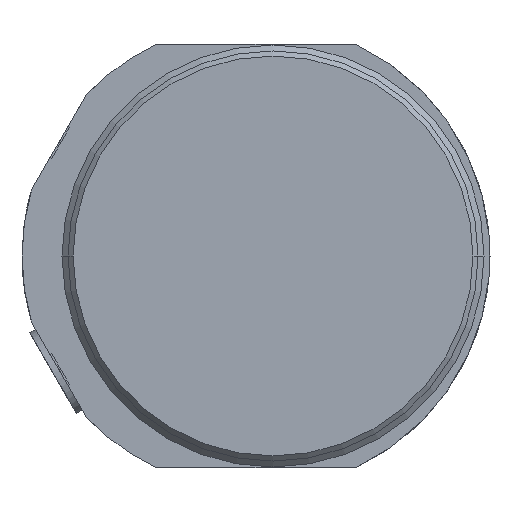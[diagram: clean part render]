
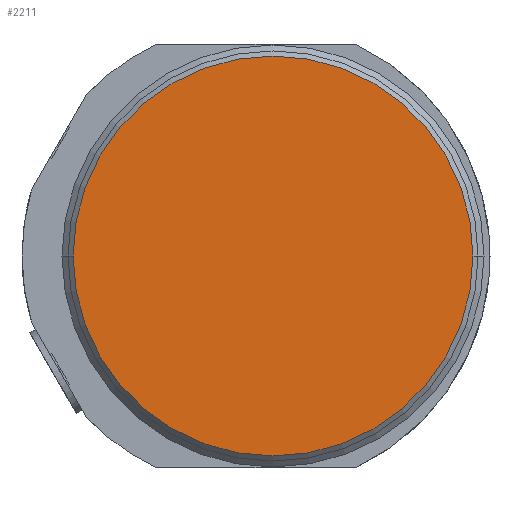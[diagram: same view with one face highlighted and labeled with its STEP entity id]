
A CAD part, left-side view. The second image highlights one B-rep face of the part: STEP entity #2211.
In plain terms, the highlighted planar face has unit normal (-1, 0, 0).
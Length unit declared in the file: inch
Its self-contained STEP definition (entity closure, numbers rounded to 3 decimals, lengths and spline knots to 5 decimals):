
#955=CARTESIAN_POINT('',(-4.688,-0.1,0.));
#956=DIRECTION('',(-1.,0.,0.));
#957=DIRECTION('',(0.,1.,0.));
#958=AXIS2_PLACEMENT_3D('',#955,#956,#957);
#985=CARTESIAN_POINT('',(-4.688,-0.1,0.));
#986=DIRECTION('',(1.,0.,0.));
#987=DIRECTION('',(0.,1.,0.));
#988=AXIS2_PLACEMENT_3D('',#985,#986,#987);
#1371=CARTESIAN_POINT('',(-4.688,1.075,0.));
#1372=CARTESIAN_POINT('',(-4.688,-1.275,0.));
#1373=VERTEX_POINT('',#1371);
#1374=VERTEX_POINT('',#1372);
#2201=CARTESIAN_POINT('',(-4.688,0.,0.));
#2202=DIRECTION('',(1.,0.,0.));
#2203=DIRECTION('',(0.,0.,-1.));
#2204=AXIS2_PLACEMENT_3D('',#2201,#2202,#2203);
#2205=PLANE('',#2204);
#2206=ORIENTED_EDGE('',*,*,#2191,.F.);
#2208=ORIENTED_EDGE('',*,*,#2207,.T.);
#2209=EDGE_LOOP('',(#2206,#2208));
#2210=FACE_OUTER_BOUND('',#2209,.F.);
#2211=ADVANCED_FACE('',(#2210),#2205,.F.);
#959=CIRCLE('',#958,1.175);
#989=CIRCLE('',#988,1.175);
#2191=EDGE_CURVE('',#1373,#1374,#959,.T.);
#2207=EDGE_CURVE('',#1373,#1374,#989,.T.);
